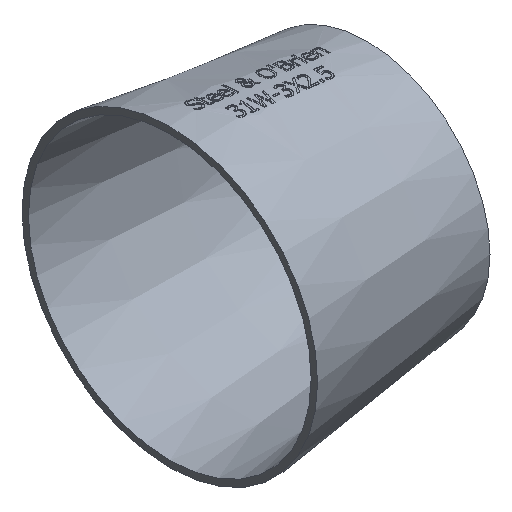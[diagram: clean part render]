
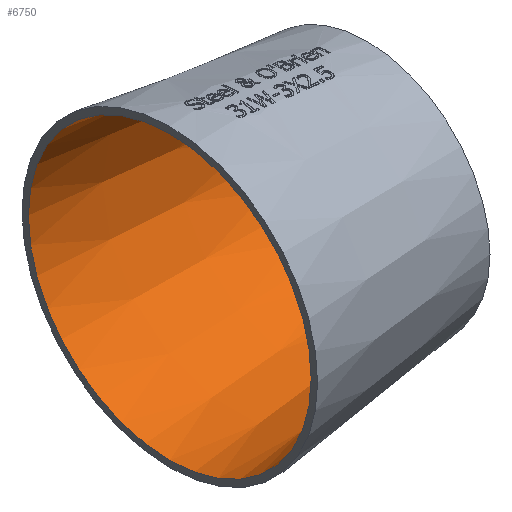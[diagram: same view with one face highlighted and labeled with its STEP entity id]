
A CAD part, isometric view. The second image highlights one B-rep face of the part: STEP entity #6750.
In plain terms, the highlighted conical face has half-angle 7.125 degrees and reference radius 33.274 mm.
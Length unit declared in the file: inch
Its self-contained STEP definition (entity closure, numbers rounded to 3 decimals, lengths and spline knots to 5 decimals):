
#93=FACE_BOUND('',#1199,.T.);
#796=FACE_OUTER_BOUND('',#1198,.T.);
#1198=EDGE_LOOP('',(#6318));
#1199=EDGE_LOOP('',(#6319));
#2271=CIRCLE('',#7104,1.185);
#2272=CIRCLE('',#7106,1.435);
#3307=VERTEX_POINT('',#14954);
#3308=VERTEX_POINT('',#14957);
#4313=EDGE_CURVE('',#3307,#3307,#2271,.T.);
#4314=EDGE_CURVE('',#3308,#3308,#2272,.T.);
#6318=ORIENTED_EDGE('',*,*,#4314,.F.);
#6319=ORIENTED_EDGE('',*,*,#4313,.T.);
#6358=CONICAL_SURFACE('',#7105,1.31,7.125);
#6750=ADVANCED_FACE('',(#796,#93),#6358,.F.);
#7104=AXIS2_PLACEMENT_3D('',#14955,#8281,#8282);
#7105=AXIS2_PLACEMENT_3D('',#14956,#8283,#8284);
#7106=AXIS2_PLACEMENT_3D('',#14958,#8285,#8286);
#8281=DIRECTION('center_axis',(1.,0.,0.));
#8282=DIRECTION('ref_axis',(0.,-1.,0.));
#8283=DIRECTION('center_axis',(-1.,0.,0.));
#8284=DIRECTION('ref_axis',(0.,-1.,0.));
#8285=DIRECTION('center_axis',(1.,0.,0.));
#8286=DIRECTION('ref_axis',(0.,-1.,0.));
#14954=CARTESIAN_POINT('',(2.,-1.185,0.));
#14955=CARTESIAN_POINT('Origin',(2.,0.,0.));
#14956=CARTESIAN_POINT('Origin',(1.,0.,0.));
#14957=CARTESIAN_POINT('',(0.,-1.435,0.));
#14958=CARTESIAN_POINT('Origin',(0.,0.,0.));
